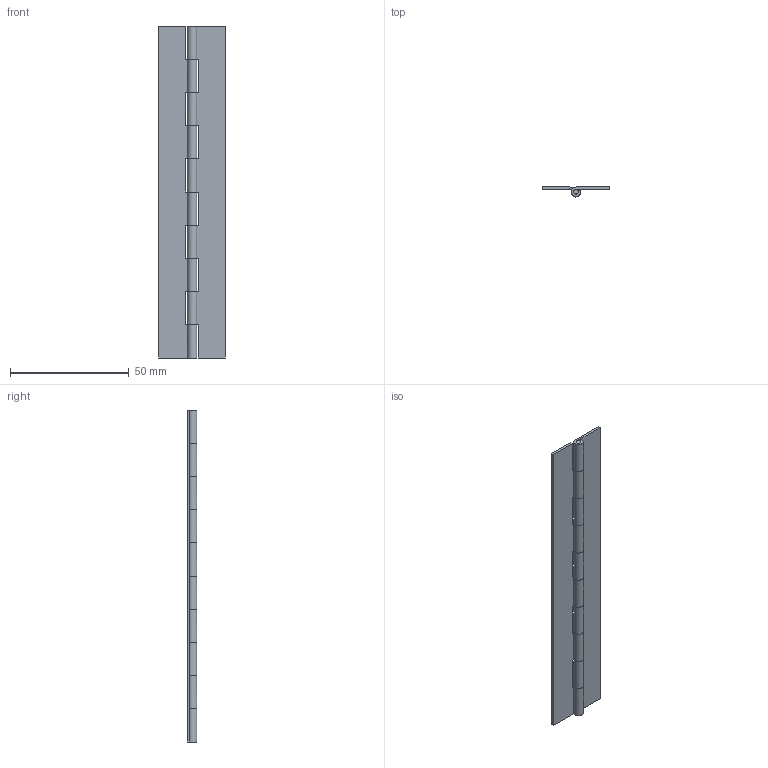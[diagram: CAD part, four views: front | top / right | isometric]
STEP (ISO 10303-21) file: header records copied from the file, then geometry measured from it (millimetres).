
FILE_DESCRIPTION((''),'2;1');
FILE_NAME('','2005-04-20T10:43:14',(''),(''),'','CADfix','');
FILE_SCHEMA(('AUTOMOTIVE_DESIGN'));
Length unit declared in the file: millimetre
Products named in the file (4): hinge piece_B; hinge piece_A; shaft; TH_TM_29_22434_36
Assembly tree (3 placements, depth 2):
  TH_TM_29_22434_36
    hinge piece_B
    hinge piece_A
    shaft
Bounding box: 28 x 4 x 140 mm (x, y, z)
Volume: 5090.2 mm3; surface area: 10999.7 mm2
Topology: 3 solids, 3 shells, 72 faces, 202 edges, 136 vertices
Faces by surface type: bspline 72
Entity records: 2619 total; most frequent: CARTESIAN_POINT 1350, ORIENTED_EDGE 404, EDGE_CURVE 202, QUASI_UNIFORM_CURVE 154, VERTEX_POINT 136, EDGE_LOOP 72, FACE_OUTER_BOUND 72, ADVANCED_FACE 72
